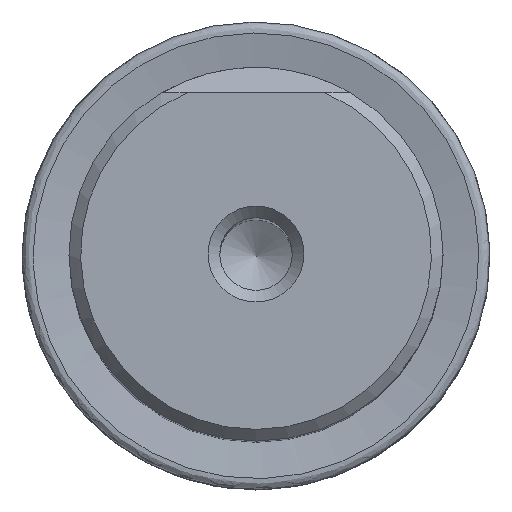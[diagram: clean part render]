
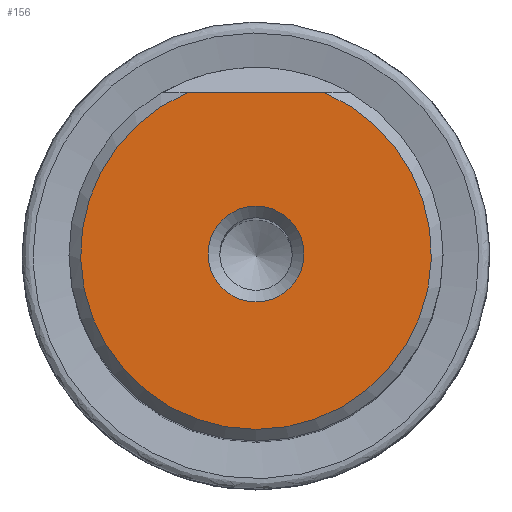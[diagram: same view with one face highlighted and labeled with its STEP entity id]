
A CAD part, top view. The second image highlights one B-rep face of the part: STEP entity #156.
In plain terms, the highlighted planar face has unit normal (0, 0, 1).
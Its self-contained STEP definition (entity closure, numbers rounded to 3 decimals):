
#95=LINE('',#816,#111);
#111=VECTOR('',#656,1.);
#125=PLANE('',#562);
#156=ADVANCED_FACE('',(#205,#206),#125,.F.);
#205=FACE_BOUND('',#269,.T.);
#206=FACE_BOUND('',#270,.T.);
#269=EDGE_LOOP('',(#344));
#270=EDGE_LOOP('',(#345,#346));
#344=ORIENTED_EDGE('',*,*,#470,.T.);
#345=ORIENTED_EDGE('',*,*,#471,.T.);
#346=ORIENTED_EDGE('',*,*,#472,.T.);
#429=VERTEX_POINT('',#812);
#430=VERTEX_POINT('',#814);
#431=VERTEX_POINT('',#815);
#470=EDGE_CURVE('',#429,#429,#508,.T.);
#471=EDGE_CURVE('',#430,#431,#509,.T.);
#472=EDGE_CURVE('',#431,#430,#95,.T.);
#508=CIRCLE('',#560,4.1);
#509=CIRCLE('',#561,15.);
#560=AXIS2_PLACEMENT_3D('',#811,#652,#653);
#561=AXIS2_PLACEMENT_3D('',#813,#654,#655);
#562=AXIS2_PLACEMENT_3D('',#817,#657,#658);
#652=DIRECTION('',(0.,0.,-1.));
#653=DIRECTION('',(-1.,0.,0.));
#654=DIRECTION('',(0.,0.,1.));
#655=DIRECTION('',(-1.,0.,0.));
#656=DIRECTION('',(-1.,0.,0.));
#657=DIRECTION('',(0.,0.,-1.));
#658=DIRECTION('',(-1.,0.,0.));
#811=CARTESIAN_POINT('',(0.,0.,-9.016));
#812=CARTESIAN_POINT('',(-4.1,0.,-9.016));
#813=CARTESIAN_POINT('',(0.,0.,-9.016));
#814=CARTESIAN_POINT('',(-5.879,13.8,-9.016));
#815=CARTESIAN_POINT('',(5.879,13.8,-9.016));
#816=CARTESIAN_POINT('',(150.,13.8,-9.016));
#817=CARTESIAN_POINT('',(0.,16.,-9.016));
